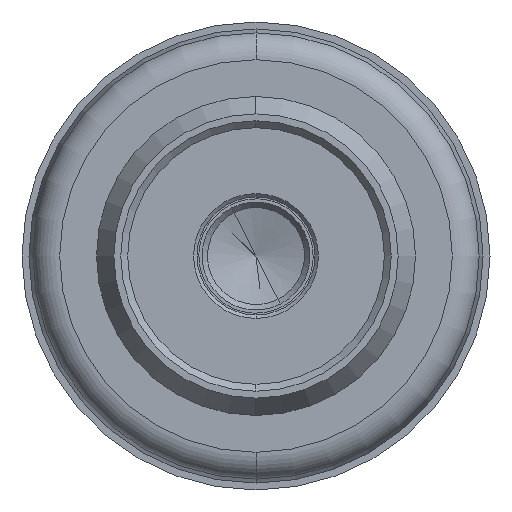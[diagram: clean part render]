
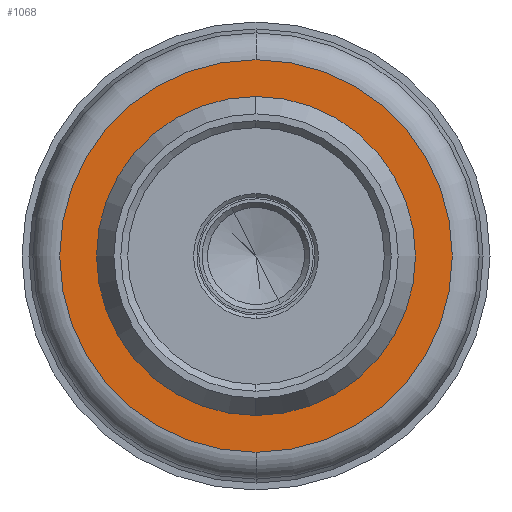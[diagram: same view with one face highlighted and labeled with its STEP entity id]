
A CAD part, left-side view. The second image highlights one B-rep face of the part: STEP entity #1068.
In plain terms, the highlighted planar face has unit normal (-1, 0, 0).
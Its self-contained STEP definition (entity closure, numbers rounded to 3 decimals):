
#909 = ORIENTED_EDGE ( 'NONE', *, *, #966, .F. ) ;
#916 = VERTEX_POINT ( 'NONE', #2007 ) ;
#958 = EDGE_CURVE ( 'NONE', #1385, #1245, #2063, .T. ) ;
#963 = ORIENTED_EDGE ( 'NONE', *, *, #1113, .F. ) ;
#966 = EDGE_CURVE ( 'NONE', #1322, #916, #2120, .T. ) ;
#1068 = ADVANCED_FACE ( 'NONE', ( #2327, #2321 ), #2328, .F. ) ;
#1069 = EDGE_LOOP ( 'NONE', ( #909, #963 ) ) ;
#1109 = ORIENTED_EDGE ( 'NONE', *, *, #958, .T. ) ;
#1113 = EDGE_CURVE ( 'NONE', #916, #1322, #2448, .T. ) ;
#1114 = EDGE_LOOP ( 'NONE', ( #1115, #1109 ) ) ;
#1115 = ORIENTED_EDGE ( 'NONE', *, *, #1244, .T. ) ;
#1244 = EDGE_CURVE ( 'NONE', #1245, #1385, #2625, .T. ) ;
#1245 = VERTEX_POINT ( 'NONE', #2692 ) ;
#1322 = VERTEX_POINT ( 'NONE', #2754 ) ;
#1385 = VERTEX_POINT ( 'NONE', #3033 ) ;
#2007 = CARTESIAN_POINT ( 'NONE',  ( 162.75, 255.96, -4.6 ) ) ;
#2041 = DIRECTION ( 'NONE',  ( 0., 0., 1. ) ) ;
#2063 = CIRCLE ( 'NONE', #2105, 5.662 ) ;
#2069 = CARTESIAN_POINT ( 'NONE',  ( 162.75, 255.96, 0. ) ) ;
#2105 = AXIS2_PLACEMENT_3D ( 'NONE', #2069, #2122, #2041 ) ;
#2116 = DIRECTION ( 'NONE',  ( 0., 0., 1. ) ) ;
#2117 = DIRECTION ( 'NONE',  ( -1., 0., 0. ) ) ;
#2118 = CARTESIAN_POINT ( 'NONE',  ( 162.75, 255.96, 0. ) ) ;
#2119 = AXIS2_PLACEMENT_3D ( 'NONE', #2118, #2117, #2116 ) ;
#2120 = CIRCLE ( 'NONE', #2119, 4.6 ) ;
#2122 = DIRECTION ( 'NONE',  ( -1., 0., 0. ) ) ;
#2314 = CARTESIAN_POINT ( 'NONE',  ( 162.75, 261.622, 0. ) ) ;
#2320 = AXIS2_PLACEMENT_3D ( 'NONE', #2314, #2348, #2347 ) ;
#2321 = FACE_OUTER_BOUND ( 'NONE', #1114, .T. ) ;
#2327 = FACE_BOUND ( 'NONE', #1069, .T. ) ;
#2328 = PLANE ( 'NONE',  #2320 ) ;
#2347 = DIRECTION ( 'NONE',  ( 0., 0., -1. ) ) ;
#2348 = DIRECTION ( 'NONE',  ( 1., 0., 0. ) ) ;
#2437 = DIRECTION ( 'NONE',  ( 0., 0., 1. ) ) ;
#2447 = AXIS2_PLACEMENT_3D ( 'NONE', #2451, #2450, #2437 ) ;
#2448 = CIRCLE ( 'NONE', #2447, 4.6 ) ;
#2450 = DIRECTION ( 'NONE',  ( -1., 0., 0. ) ) ;
#2451 = CARTESIAN_POINT ( 'NONE',  ( 162.75, 255.96, 0. ) ) ;
#2625 = CIRCLE ( 'NONE', #2632, 5.662 ) ;
#2626 = CARTESIAN_POINT ( 'NONE',  ( 162.75, 255.96, 0. ) ) ;
#2630 = DIRECTION ( 'NONE',  ( 0., 0., 1. ) ) ;
#2631 = DIRECTION ( 'NONE',  ( -1., 0., 0. ) ) ;
#2632 = AXIS2_PLACEMENT_3D ( 'NONE', #2626, #2631, #2630 ) ;
#2692 = CARTESIAN_POINT ( 'NONE',  ( 162.75, 255.96, 5.662 ) ) ;
#2754 = CARTESIAN_POINT ( 'NONE',  ( 162.75, 255.96, 4.6 ) ) ;
#3033 = CARTESIAN_POINT ( 'NONE',  ( 162.75, 255.96, -5.662 ) ) ;
